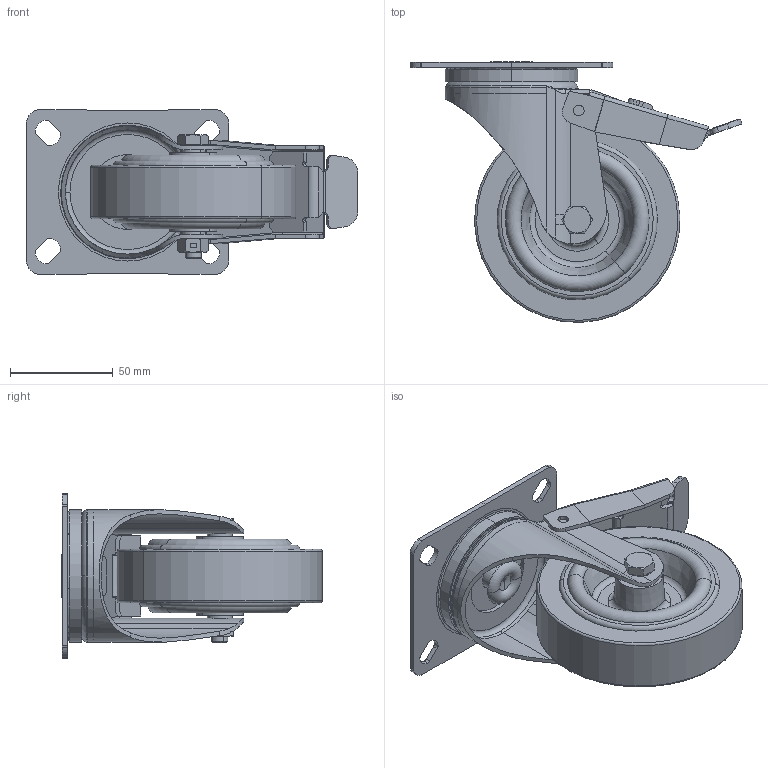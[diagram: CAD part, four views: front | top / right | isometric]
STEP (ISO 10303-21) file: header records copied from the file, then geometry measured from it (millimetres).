
FILE_DESCRIPTION (( 'STEP AP214' ), '1' );
FILE_NAME ('0030261_L-IT-HGK-100-G-3-DSN-rot.STEP', '2016-12-21T09:17:03', ( '' ), ( '' ), 'SwSTEP 2.0', 'SolidWorks 2016', '' );
FILE_SCHEMA (( 'AUTOMOTIVE_DESIGN' ));
Length unit declared in the file: millimetre
Products named in the file (1): 0030261_L-IT-HGK-100-G-3-DSN-rot
Bounding box: 161.52 x 126.97 x 80 mm (x, y, z)
Surface area: 91953.8 mm2 (no closed solid volume)
Topology: 0 solids, 16 shells, 475 faces, 1295 edges, 834 vertices
Faces by surface type: plane 194, cylinder 119, torus 69, bspline 53, cone 40
Entity records: 21842 total; most frequent: CARTESIAN_POINT 5066, ORIENTED_EDGE 2421, DIRECTION 2327, EDGE_CURVE 1293, AXIS2_PLACEMENT_3D 860, VERTEX_POINT 834, LINE 607, VECTOR 607
